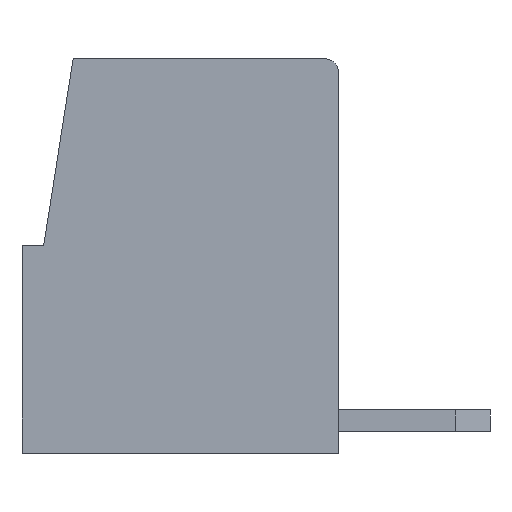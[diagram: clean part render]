
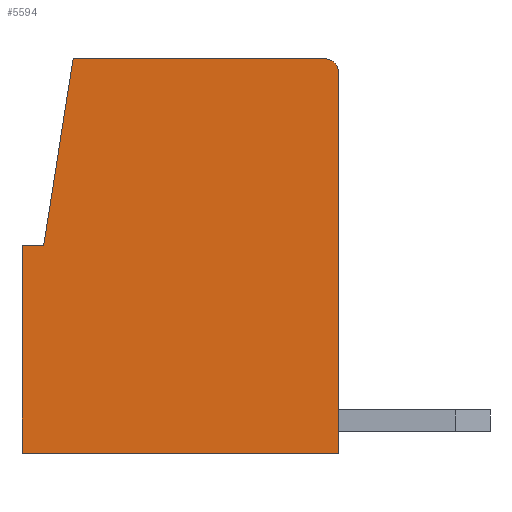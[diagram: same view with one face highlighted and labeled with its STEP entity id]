
A CAD part, left-side view. The second image highlights one B-rep face of the part: STEP entity #5594.
In plain terms, the highlighted planar face has unit normal (-1, 0, 0).
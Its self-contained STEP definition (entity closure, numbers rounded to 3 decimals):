
#85=PLANE('',#7454);
#354=CIRCLE('',#7443,0.3);
#489=ORIENTED_EDGE('',*,*,#2085,.T.);
#490=ORIENTED_EDGE('',*,*,#2042,.F.);
#491=ORIENTED_EDGE('',*,*,#2099,.F.);
#492=ORIENTED_EDGE('',*,*,#2100,.T.);
#493=ORIENTED_EDGE('',*,*,#2101,.T.);
#494=ORIENTED_EDGE('',*,*,#2043,.T.);
#495=ORIENTED_EDGE('',*,*,#2098,.T.);
#2042=EDGE_CURVE('',#2858,#2856,#354,.T.);
#2043=EDGE_CURVE('',#2859,#2860,#3397,.T.);
#2085=EDGE_CURVE('',#2898,#2856,#3438,.T.);
#2098=EDGE_CURVE('',#2860,#2898,#3451,.T.);
#2099=EDGE_CURVE('',#2905,#2858,#3452,.T.);
#2100=EDGE_CURVE('',#2905,#2906,#3453,.T.);
#2101=EDGE_CURVE('',#2906,#2859,#3454,.T.);
#2856=VERTEX_POINT('',#9301);
#2858=VERTEX_POINT('',#9305);
#2859=VERTEX_POINT('',#9309);
#2860=VERTEX_POINT('',#9310);
#2898=VERTEX_POINT('',#9392);
#2905=VERTEX_POINT('',#9420);
#2906=VERTEX_POINT('',#9422);
#3397=LINE('',#9308,#4159);
#3438=LINE('',#9391,#4200);
#3451=LINE('',#9417,#4213);
#3452=LINE('',#9419,#4214);
#3453=LINE('',#9421,#4215);
#3454=LINE('',#9423,#4216);
#4159=VECTOR('',#7817,1000.);
#4200=VECTOR('',#7864,1000.);
#4213=VECTOR('',#7889,1000.);
#4214=VECTOR('',#7892,1000.);
#4215=VECTOR('',#7893,1000.);
#4216=VECTOR('',#7894,1000.);
#4929=EDGE_LOOP('',(#489,#490,#491,#492,#493,#494,#495));
#5251=FACE_BOUND('',#4929,.T.);
#5594=ADVANCED_FACE('',(#5251),#85,.F.);
#7443=AXIS2_PLACEMENT_3D('',#9306,#7813,#7814);
#7454=AXIS2_PLACEMENT_3D('',#9418,#7890,#7891);
#7813=DIRECTION('',(1.,0.,0.));
#7814=DIRECTION('',(0.,-1.,0.));
#7817=DIRECTION('',(0.,0.,-1.));
#7864=DIRECTION('',(0.,0.,1.));
#7889=DIRECTION('',(0.,-1.,0.));
#7890=DIRECTION('',(1.,0.,0.));
#7891=DIRECTION('',(0.,1.,0.));
#7892=DIRECTION('',(0.,-1.,0.));
#7893=DIRECTION('',(0.,0.156,-0.988));
#7894=DIRECTION('',(0.,1.,0.));
#9301=CARTESIAN_POINT('',(-1.75,-7.3,8.8));
#9305=CARTESIAN_POINT('',(-1.75,-7.,9.1));
#9306=CARTESIAN_POINT('',(-1.75,-7.,8.8));
#9308=CARTESIAN_POINT('',(-1.75,0.,0.));
#9309=CARTESIAN_POINT('',(-1.75,0.,4.8));
#9310=CARTESIAN_POINT('',(-1.75,0.,0.));
#9391=CARTESIAN_POINT('',(-1.75,-7.3,0.));
#9392=CARTESIAN_POINT('',(-1.75,-7.3,0.));
#9417=CARTESIAN_POINT('',(-1.75,-3.5,0.));
#9418=CARTESIAN_POINT('',(-1.75,-11.88,0.));
#9419=CARTESIAN_POINT('',(-1.75,-3.5,9.1));
#9420=CARTESIAN_POINT('',(-1.75,-1.181,9.1));
#9421=CARTESIAN_POINT('',(-1.75,0.26,0.));
#9422=CARTESIAN_POINT('',(-1.75,-0.5,4.8));
#9423=CARTESIAN_POINT('',(-1.75,-3.5,4.8));
